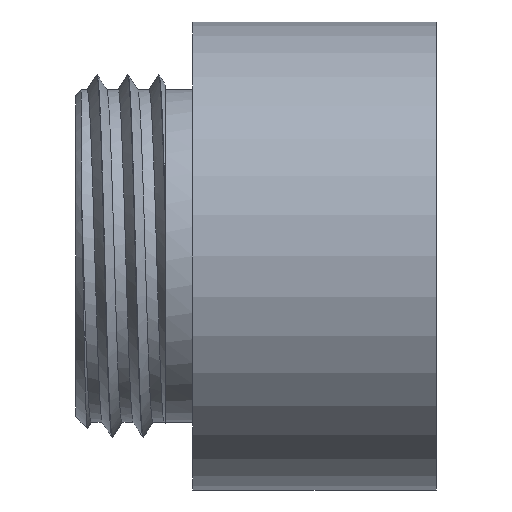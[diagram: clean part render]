
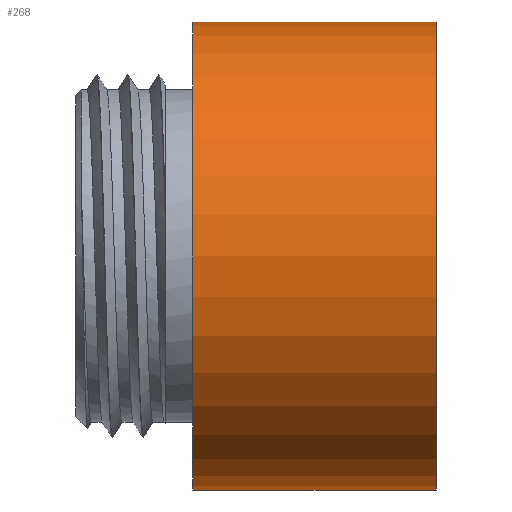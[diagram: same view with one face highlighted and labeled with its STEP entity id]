
A CAD part, front view. The second image highlights one B-rep face of the part: STEP entity #268.
In plain terms, the highlighted cylindrical face has radius 12 mm (diameter 24 mm), a full revolution.
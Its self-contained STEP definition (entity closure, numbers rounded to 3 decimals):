
#46=CYLINDRICAL_SURFACE('',#307,12.);
#56=FACE_BOUND('',#104,.T.);
#75=FACE_OUTER_BOUND('',#103,.T.);
#103=EDGE_LOOP('',(#244));
#104=EDGE_LOOP('',(#245));
#122=CIRCLE('',#306,12.);
#123=CIRCLE('',#308,12.);
#147=VERTEX_POINT('',#1982);
#148=VERTEX_POINT('',#1985);
#180=EDGE_CURVE('',#147,#147,#122,.T.);
#181=EDGE_CURVE('',#148,#148,#123,.T.);
#244=ORIENTED_EDGE('',*,*,#181,.F.);
#245=ORIENTED_EDGE('',*,*,#180,.T.);
#268=ADVANCED_FACE('',(#75,#56),#46,.T.);
#306=AXIS2_PLACEMENT_3D('',#1983,#368,#369);
#307=AXIS2_PLACEMENT_3D('',#1984,#370,#371);
#308=AXIS2_PLACEMENT_3D('',#1986,#372,#373);
#368=DIRECTION('center_axis',(1.,0.,0.));
#369=DIRECTION('ref_axis',(0.,0.,-1.));
#370=DIRECTION('center_axis',(1.,0.,0.));
#371=DIRECTION('ref_axis',(0.,1.,0.));
#372=DIRECTION('center_axis',(1.,0.,0.));
#373=DIRECTION('ref_axis',(0.,0.,-1.));
#1982=CARTESIAN_POINT('',(-12.5,12.,0.));
#1983=CARTESIAN_POINT('Origin',(-12.5,0.,0.));
#1984=CARTESIAN_POINT('Origin',(-6.25,0.,0.));
#1985=CARTESIAN_POINT('',(0.,12.,0.));
#1986=CARTESIAN_POINT('Origin',(0.,0.,0.));
